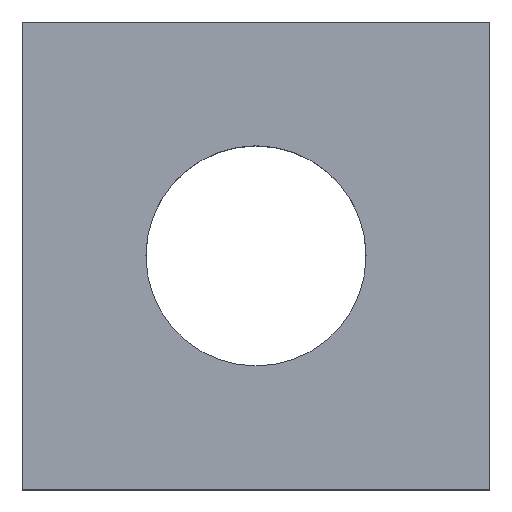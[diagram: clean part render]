
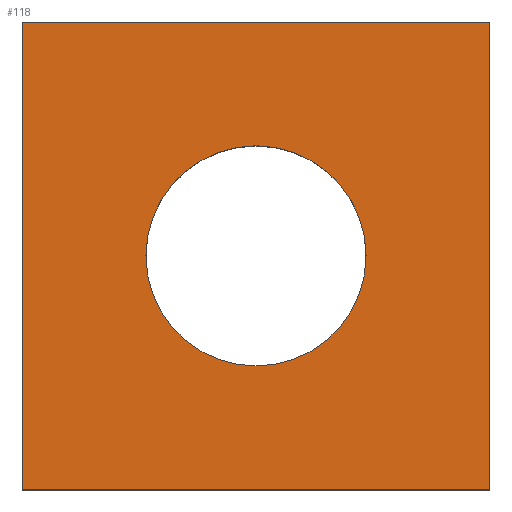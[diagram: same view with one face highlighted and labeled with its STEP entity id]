
A CAD part, top view. The second image highlights one B-rep face of the part: STEP entity #118.
In plain terms, the highlighted planar face has unit normal (0, 0, 1).
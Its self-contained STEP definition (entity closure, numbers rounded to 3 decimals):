
#118=ADVANCED_FACE('',(#156,#157),#125,.T.);
#125=PLANE('',#228);
#134=LINE('',#280,#146);
#135=LINE('',#283,#147);
#136=LINE('',#285,#148);
#137=LINE('',#287,#149);
#146=VECTOR('',#246,1.);
#147=VECTOR('',#247,1.);
#148=VECTOR('',#248,1.);
#149=VECTOR('',#249,1.);
#156=FACE_BOUND('',#162,.T.);
#157=FACE_BOUND('',#163,.T.);
#162=EDGE_LOOP('',(#175));
#163=EDGE_LOOP('',(#176,#177,#178,#179));
#175=ORIENTED_EDGE('',*,*,#213,.T.);
#176=ORIENTED_EDGE('',*,*,#214,.F.);
#177=ORIENTED_EDGE('',*,*,#215,.F.);
#178=ORIENTED_EDGE('',*,*,#216,.F.);
#179=ORIENTED_EDGE('',*,*,#217,.F.);
#203=VERTEX_POINT('',#279);
#204=VERTEX_POINT('',#281);
#205=VERTEX_POINT('',#282);
#206=VERTEX_POINT('',#284);
#207=VERTEX_POINT('',#286);
#213=EDGE_CURVE('',#203,#203,#223,.T.);
#214=EDGE_CURVE('',#204,#205,#134,.T.);
#215=EDGE_CURVE('',#206,#204,#135,.T.);
#216=EDGE_CURVE('',#207,#206,#136,.T.);
#217=EDGE_CURVE('',#205,#207,#137,.T.);
#223=CIRCLE('',#227,0.04);
#227=AXIS2_PLACEMENT_3D('',#278,#244,#245);
#228=AXIS2_PLACEMENT_3D('',#288,#250,#251);
#244=DIRECTION('',(0.,0.,-1.));
#245=DIRECTION('',(1.,0.,0.));
#246=DIRECTION('',(-1.,0.,0.));
#247=DIRECTION('',(0.,-1.,0.));
#248=DIRECTION('',(1.,0.,0.));
#249=DIRECTION('',(0.,1.,0.));
#250=DIRECTION('',(0.,0.,1.));
#251=DIRECTION('',(1.,0.,0.));
#278=CARTESIAN_POINT('',(0.5,0.25,0.25));
#279=CARTESIAN_POINT('',(0.54,0.25,0.25));
#280=CARTESIAN_POINT('',(0.5,0.165,0.25));
#281=CARTESIAN_POINT('',(0.585,0.165,0.25));
#282=CARTESIAN_POINT('',(0.415,0.165,0.25));
#283=CARTESIAN_POINT('',(0.585,0.25,0.25));
#284=CARTESIAN_POINT('',(0.585,0.335,0.25));
#285=CARTESIAN_POINT('',(0.5,0.335,0.25));
#286=CARTESIAN_POINT('',(0.415,0.335,0.25));
#287=CARTESIAN_POINT('',(0.415,0.25,0.25));
#288=CARTESIAN_POINT('',(0.5,0.25,0.25));
